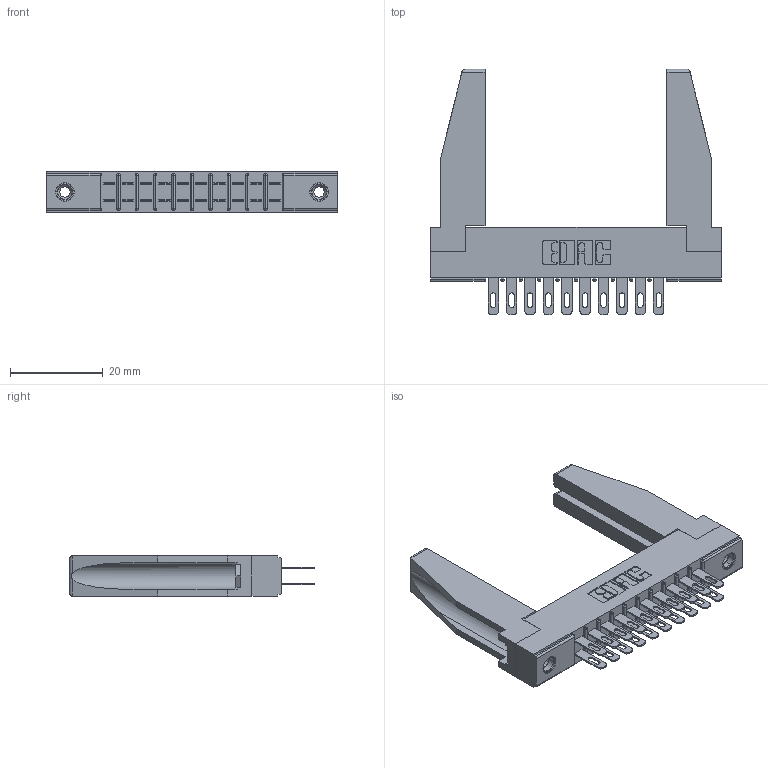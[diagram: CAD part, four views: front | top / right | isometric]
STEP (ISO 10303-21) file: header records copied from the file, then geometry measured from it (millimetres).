
FILE_DESCRIPTION (( 'STEP AP203' ), '1' );
FILE_NAME ('305-020-500-278.STEP', '2019-09-09T12:59:48', ( '' ), ( '' ), 'SwSTEP 2.0', 'SolidWorks 2016', '' );
FILE_SCHEMA (( 'CONFIG_CONTROL_DESIGN' ));
Length unit declared in the file: inch
Products named in the file (5): 305-290-001_500; 305 Part_.156 Dia; 307-220-078; 305-020-500-278; 345-250-001_345-250-001-102
Assembly tree (25 placements, depth 2):
  305-020-500-278
    305 Part_.156 Dia
    305-290-001_500  x20
    345-250-001_345-250-001-102  x2
    307-220-078  x2
Bounding box: 62.64 x 52.88 x 8.71 mm (x, y, z)
Volume: 7997.7 mm3; surface area: 11043.9 mm2
Topology: 25 solids, 25 shells, 1246 faces, 3516 edges, 2280 vertices
Faces by surface type: plane 712, cylinder 478, sphere 40, cone 12, torus 4
Entity records: 17184 total; most frequent: CARTESIAN_POINT 2850, ORIENTED_EDGE 2782, DIRECTION 2743, EDGE_CURVE 1391, LINE 1085, VECTOR 1085, VERTEX_POINT 894, AXIS2_PLACEMENT_3D 829
